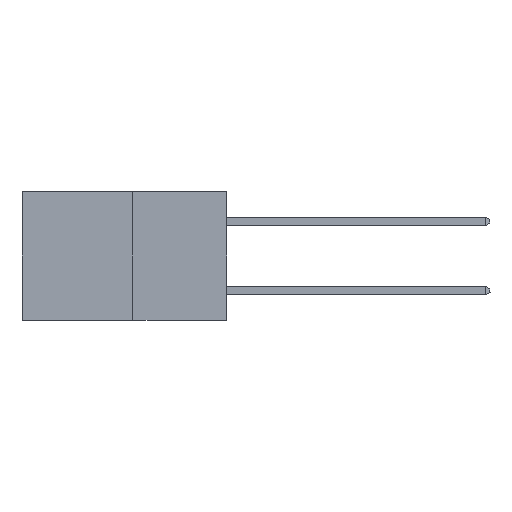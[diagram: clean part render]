
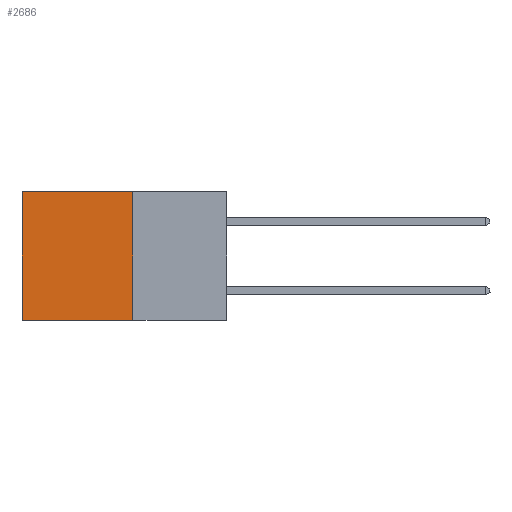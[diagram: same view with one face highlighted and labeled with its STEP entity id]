
A CAD part, left-side view. The second image highlights one B-rep face of the part: STEP entity #2686.
In plain terms, the highlighted planar face has unit normal (-1, 0, 0).
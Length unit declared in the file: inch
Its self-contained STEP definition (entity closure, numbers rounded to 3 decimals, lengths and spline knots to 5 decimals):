
#182 = DIRECTION ( 'NONE',  ( 1., 0., 0. ) ) ;
#346 = CARTESIAN_POINT ( 'NONE',  ( 0.277, 0.59, -0.37 ) ) ;
#1486 = PLANE ( 'NONE',  #6049 ) ;
#1681 = VERTEX_POINT ( 'NONE', #10349 ) ;
#1765 = EDGE_CURVE ( 'NONE', #1681, #2431, #3735, .T. ) ;
#2151 = EDGE_CURVE ( 'NONE', #7724, #2159, #12024, .T. ) ;
#2159 = VERTEX_POINT ( 'NONE', #2817 ) ;
#2431 = VERTEX_POINT ( 'NONE', #2908 ) ;
#2686 = ADVANCED_FACE ( 'NONE', ( #4019 ), #1486, .F. ) ;
#2817 = CARTESIAN_POINT ( 'NONE',  ( 0.277, 0.27, -0.37 ) ) ;
#2908 = CARTESIAN_POINT ( 'NONE',  ( 0.277, 0.59, -0.37 ) ) ;
#2987 = VECTOR ( 'NONE', #11649, 39.37008 ) ;
#3276 = ORIENTED_EDGE ( 'NONE', *, *, #9636, .T. ) ;
#3735 = LINE ( 'NONE', #346, #5935 ) ;
#4019 = FACE_OUTER_BOUND ( 'NONE', #5458, .T. ) ;
#4916 = ORIENTED_EDGE ( 'NONE', *, *, #10414, .F. ) ;
#5202 = LINE ( 'NONE', #10775, #2987 ) ;
#5458 = EDGE_LOOP ( 'NONE', ( #6791, #4916, #7671, #3276 ) ) ;
#5748 = CARTESIAN_POINT ( 'NONE',  ( 0.277, 0.27, -0.37 ) ) ;
#5935 = VECTOR ( 'NONE', #9127, 39.37008 ) ;
#6049 = AXIS2_PLACEMENT_3D ( 'NONE', #9863, #182, #8563 ) ;
#6791 = ORIENTED_EDGE ( 'NONE', *, *, #1765, .T. ) ;
#6814 = LINE ( 'NONE', #9118, #11477 ) ;
#7671 = ORIENTED_EDGE ( 'NONE', *, *, #2151, .F. ) ;
#7724 = VERTEX_POINT ( 'NONE', #9154 ) ;
#8464 = DIRECTION ( 'NONE',  ( 0., 0., -1. ) ) ;
#8563 = DIRECTION ( 'NONE',  ( 0., 0., -1. ) ) ;
#9118 = CARTESIAN_POINT ( 'NONE',  ( 0.277, 0.27, 0. ) ) ;
#9127 = DIRECTION ( 'NONE',  ( 0., 0., -1. ) ) ;
#9154 = CARTESIAN_POINT ( 'NONE',  ( 0.277, 0.27, 0. ) ) ;
#9304 = VECTOR ( 'NONE', #8464, 39.37008 ) ;
#9636 = EDGE_CURVE ( 'NONE', #7724, #1681, #6814, .T. ) ;
#9863 = CARTESIAN_POINT ( 'NONE',  ( 0.277, 0.27, -0.37 ) ) ;
#10349 = CARTESIAN_POINT ( 'NONE',  ( 0.277, 0.59, 0. ) ) ;
#10414 = EDGE_CURVE ( 'NONE', #2159, #2431, #5202, .T. ) ;
#10775 = CARTESIAN_POINT ( 'NONE',  ( 0.277, 0.27, -0.37 ) ) ;
#11477 = VECTOR ( 'NONE', #11890, 39.37008 ) ;
#11649 = DIRECTION ( 'NONE',  ( 0., 1., 0. ) ) ;
#11890 = DIRECTION ( 'NONE',  ( 0., 1., 0. ) ) ;
#12024 = LINE ( 'NONE', #5748, #9304 ) ;
